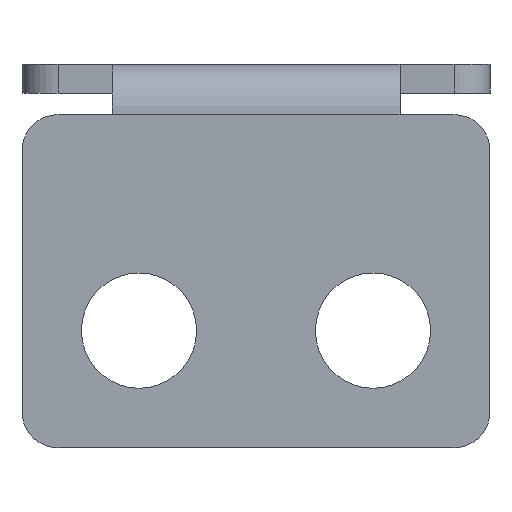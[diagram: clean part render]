
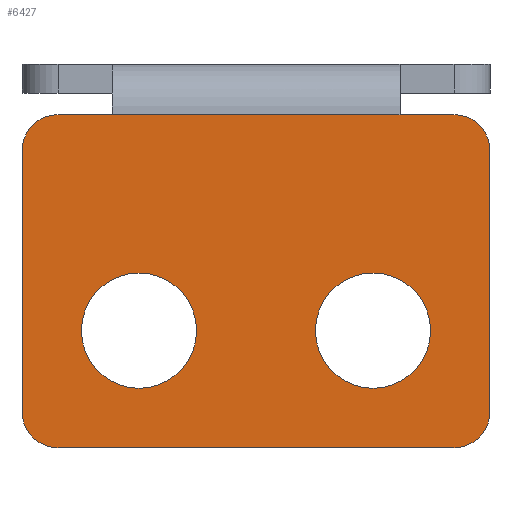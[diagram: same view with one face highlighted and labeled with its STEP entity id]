
A CAD part, front view. The second image highlights one B-rep face of the part: STEP entity #6427.
In plain terms, the highlighted planar face has unit normal (0, -1, 0).
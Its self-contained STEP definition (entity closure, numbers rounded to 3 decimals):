
#79 = VECTOR ( 'NONE', #10926, 1000. ) ;
#97 = DIRECTION ( 'NONE',  ( -1., 0., 0. ) ) ;
#130 = CARTESIAN_POINT ( 'NONE',  ( -4., -23.9, -0.6 ) ) ;
#289 = CIRCLE ( 'NONE', #7809, 1.6 ) ;
#293 = DIRECTION ( 'NONE',  ( 0., -1., 0. ) ) ;
#298 = AXIS2_PLACEMENT_3D ( 'NONE', #10014, #683, #10981 ) ;
#317 = AXIS2_PLACEMENT_3D ( 'NONE', #10277, #4960, #3095 ) ;
#399 = LINE ( 'NONE', #2561, #5088 ) ;
#449 = FACE_BOUND ( 'NONE', #2818, .T. ) ;
#490 = VERTEX_POINT ( 'NONE', #11709 ) ;
#653 = CARTESIAN_POINT ( 'NONE',  ( -5.5, -23.9, -0.6 ) ) ;
#680 = AXIS2_PLACEMENT_3D ( 'NONE', #2448, #7184, #4390 ) ;
#683 = DIRECTION ( 'NONE',  ( 0., -1., 0. ) ) ;
#701 = CIRCLE ( 'NONE', #3914, 1. ) ;
#705 = CARTESIAN_POINT ( 'NONE',  ( 0., -23.9, -9.85 ) ) ;
#715 = ORIENTED_EDGE ( 'NONE', *, *, #2614, .T. ) ;
#818 = EDGE_CURVE ( 'NONE', #10193, #490, #1395, .T. ) ;
#982 = AXIS2_PLACEMENT_3D ( 'NONE', #8866, #8984, #9772 ) ;
#1050 = CIRCLE ( 'NONE', #2889, 1. ) ;
#1076 = CARTESIAN_POINT ( 'NONE',  ( -6.5, -23.9, 0. ) ) ;
#1108 = DIRECTION ( 'NONE',  ( 0., 0., -1. ) ) ;
#1158 = VERTEX_POINT ( 'NONE', #4911 ) ;
#1171 = ORIENTED_EDGE ( 'NONE', *, *, #818, .T. ) ;
#1282 = ORIENTED_EDGE ( 'NONE', *, *, #8613, .T. ) ;
#1314 = EDGE_CURVE ( 'NONE', #4104, #11102, #9148, .T. ) ;
#1394 = AXIS2_PLACEMENT_3D ( 'NONE', #6116, #7891, #6915 ) ;
#1395 = CIRCLE ( 'NONE', #4751, 1. ) ;
#1412 = VERTEX_POINT ( 'NONE', #6221 ) ;
#1603 = CARTESIAN_POINT ( 'NONE',  ( 3.25, -23.9, -5. ) ) ;
#1728 = DIRECTION ( 'NONE',  ( 1., 0., 0. ) ) ;
#1841 = EDGE_CURVE ( 'NONE', #490, #8855, #9419, .T. ) ;
#1867 = VECTOR ( 'NONE', #4569, 1000. ) ;
#2213 = CARTESIAN_POINT ( 'NONE',  ( -3.25, -23.9, -6.6 ) ) ;
#2448 = CARTESIAN_POINT ( 'NONE',  ( 3.25, -23.9, -6.6 ) ) ;
#2561 = CARTESIAN_POINT ( 'NONE',  ( 6.5, -23.9, -0.6 ) ) ;
#2614 = EDGE_CURVE ( 'NONE', #1158, #11039, #8852, .T. ) ;
#2758 = DIRECTION ( 'NONE',  ( 0., -1., 0. ) ) ;
#2818 = EDGE_LOOP ( 'NONE', ( #5522, #7589 ) ) ;
#2889 = AXIS2_PLACEMENT_3D ( 'NONE', #4916, #293, #11491 ) ;
#2957 = VERTEX_POINT ( 'NONE', #3722 ) ;
#3095 = DIRECTION ( 'NONE',  ( 0., 0., 1. ) ) ;
#3545 = FACE_OUTER_BOUND ( 'NONE', #8463, .T. ) ;
#3722 = CARTESIAN_POINT ( 'NONE',  ( -6.5, -23.9, -1.6 ) ) ;
#3740 = CARTESIAN_POINT ( 'NONE',  ( 5.5, -23.9, -9.85 ) ) ;
#3914 = AXIS2_PLACEMENT_3D ( 'NONE', #8350, #2758, #11176 ) ;
#4104 = VERTEX_POINT ( 'NONE', #10537 ) ;
#4278 = EDGE_CURVE ( 'NONE', #11102, #4104, #6342, .T. ) ;
#4306 = LINE ( 'NONE', #1076, #6484 ) ;
#4390 = DIRECTION ( 'NONE',  ( 0., 0., 1. ) ) ;
#4569 = DIRECTION ( 'NONE',  ( 0., 0., 1. ) ) ;
#4751 = AXIS2_PLACEMENT_3D ( 'NONE', #9917, #11778, #5172 ) ;
#4911 = CARTESIAN_POINT ( 'NONE',  ( 5.5, -23.9, -0.6 ) ) ;
#4916 = CARTESIAN_POINT ( 'NONE',  ( -5.5, -23.9, -1.6 ) ) ;
#4960 = DIRECTION ( 'NONE',  ( 0., 1., 0. ) ) ;
#4979 = ORIENTED_EDGE ( 'NONE', *, *, #11134, .T. ) ;
#5088 = VECTOR ( 'NONE', #1728, 1000. ) ;
#5104 = EDGE_LOOP ( 'NONE', ( #5147, #8448 ) ) ;
#5147 = ORIENTED_EDGE ( 'NONE', *, *, #4278, .F. ) ;
#5172 = DIRECTION ( 'NONE',  ( 0., 0., 1. ) ) ;
#5522 = ORIENTED_EDGE ( 'NONE', *, *, #6106, .F. ) ;
#5643 = CARTESIAN_POINT ( 'NONE',  ( -3.25, -23.9, -5. ) ) ;
#5647 = VERTEX_POINT ( 'NONE', #130 ) ;
#5880 = CIRCLE ( 'NONE', #1394, 1.6 ) ;
#6019 = FACE_BOUND ( 'NONE', #5104, .T. ) ;
#6106 = EDGE_CURVE ( 'NONE', #7161, #11367, #5880, .T. ) ;
#6116 = CARTESIAN_POINT ( 'NONE',  ( -3.25, -23.9, -6.6 ) ) ;
#6221 = CARTESIAN_POINT ( 'NONE',  ( 6.5, -23.9, -1.6 ) ) ;
#6342 = CIRCLE ( 'NONE', #298, 1.6 ) ;
#6427 = ADVANCED_FACE ( 'NONE', ( #449, #6019, #3545 ), #6827, .F. ) ;
#6484 = VECTOR ( 'NONE', #1108, 1000. ) ;
#6619 = ORIENTED_EDGE ( 'NONE', *, *, #7615, .F. ) ;
#6785 = ORIENTED_EDGE ( 'NONE', *, *, #11118, .F. ) ;
#6827 = PLANE ( 'NONE',  #317 ) ;
#6915 = DIRECTION ( 'NONE',  ( 0., 0., 1. ) ) ;
#6948 = DIRECTION ( 'NONE',  ( 0., -1., 0. ) ) ;
#7161 = VERTEX_POINT ( 'NONE', #5643 ) ;
#7184 = DIRECTION ( 'NONE',  ( 0., -1., 0. ) ) ;
#7589 = ORIENTED_EDGE ( 'NONE', *, *, #10572, .F. ) ;
#7615 = EDGE_CURVE ( 'NONE', #5647, #11039, #8198, .T. ) ;
#7809 = AXIS2_PLACEMENT_3D ( 'NONE', #2213, #6948, #10634 ) ;
#7815 = CARTESIAN_POINT ( 'NONE',  ( 6.5, -23.9, -0.6 ) ) ;
#7843 = CARTESIAN_POINT ( 'NONE',  ( 6.5, -23.9, -8.85 ) ) ;
#7891 = DIRECTION ( 'NONE',  ( 0., -1., 0. ) ) ;
#7918 = VERTEX_POINT ( 'NONE', #653 ) ;
#8109 = CARTESIAN_POINT ( 'NONE',  ( 4., -23.9, -0.6 ) ) ;
#8198 = LINE ( 'NONE', #7815, #10787 ) ;
#8269 = CARTESIAN_POINT ( 'NONE',  ( 6.5, -23.9, 0. ) ) ;
#8350 = CARTESIAN_POINT ( 'NONE',  ( 5.5, -23.9, -8.85 ) ) ;
#8448 = ORIENTED_EDGE ( 'NONE', *, *, #1314, .F. ) ;
#8450 = LINE ( 'NONE', #8269, #1867 ) ;
#8463 = EDGE_LOOP ( 'NONE', ( #11885, #1171, #11356, #11181, #4979, #1282, #715, #6619, #6785, #8545 ) ) ;
#8545 = ORIENTED_EDGE ( 'NONE', *, *, #9476, .T. ) ;
#8613 = EDGE_CURVE ( 'NONE', #1412, #1158, #10706, .T. ) ;
#8852 = LINE ( 'NONE', #11258, #10552 ) ;
#8855 = VERTEX_POINT ( 'NONE', #3740 ) ;
#8866 = CARTESIAN_POINT ( 'NONE',  ( 5.5, -23.9, -1.6 ) ) ;
#8984 = DIRECTION ( 'NONE',  ( 0., -1., 0. ) ) ;
#9148 = CIRCLE ( 'NONE', #680, 1.6 ) ;
#9328 = EDGE_CURVE ( 'NONE', #2957, #10193, #4306, .T. ) ;
#9419 = LINE ( 'NONE', #705, #79 ) ;
#9476 = EDGE_CURVE ( 'NONE', #7918, #2957, #1050, .T. ) ;
#9585 = CARTESIAN_POINT ( 'NONE',  ( -3.25, -23.9, -8.2 ) ) ;
#9772 = DIRECTION ( 'NONE',  ( 0., 0., 1. ) ) ;
#9917 = CARTESIAN_POINT ( 'NONE',  ( -5.5, -23.9, -8.85 ) ) ;
#10014 = CARTESIAN_POINT ( 'NONE',  ( 3.25, -23.9, -6.6 ) ) ;
#10193 = VERTEX_POINT ( 'NONE', #11423 ) ;
#10277 = CARTESIAN_POINT ( 'NONE',  ( 0., -23.9, 0. ) ) ;
#10537 = CARTESIAN_POINT ( 'NONE',  ( 3.25, -23.9, -8.2 ) ) ;
#10552 = VECTOR ( 'NONE', #97, 1000. ) ;
#10572 = EDGE_CURVE ( 'NONE', #11367, #7161, #289, .T. ) ;
#10606 = VERTEX_POINT ( 'NONE', #7843 ) ;
#10634 = DIRECTION ( 'NONE',  ( 0., 0., 1. ) ) ;
#10706 = CIRCLE ( 'NONE', #982, 1. ) ;
#10787 = VECTOR ( 'NONE', #11469, 1000. ) ;
#10926 = DIRECTION ( 'NONE',  ( 1., 0., 0. ) ) ;
#10981 = DIRECTION ( 'NONE',  ( 0., 0., 1. ) ) ;
#11039 = VERTEX_POINT ( 'NONE', #8109 ) ;
#11102 = VERTEX_POINT ( 'NONE', #1603 ) ;
#11118 = EDGE_CURVE ( 'NONE', #7918, #5647, #399, .T. ) ;
#11134 = EDGE_CURVE ( 'NONE', #10606, #1412, #8450, .T. ) ;
#11176 = DIRECTION ( 'NONE',  ( 0., 0., 1. ) ) ;
#11181 = ORIENTED_EDGE ( 'NONE', *, *, #11223, .T. ) ;
#11223 = EDGE_CURVE ( 'NONE', #8855, #10606, #701, .T. ) ;
#11258 = CARTESIAN_POINT ( 'NONE',  ( 6.5, -23.9, -0.6 ) ) ;
#11356 = ORIENTED_EDGE ( 'NONE', *, *, #1841, .T. ) ;
#11367 = VERTEX_POINT ( 'NONE', #9585 ) ;
#11423 = CARTESIAN_POINT ( 'NONE',  ( -6.5, -23.9, -8.85 ) ) ;
#11469 = DIRECTION ( 'NONE',  ( 1., 0., 0. ) ) ;
#11491 = DIRECTION ( 'NONE',  ( 0., 0., 1. ) ) ;
#11709 = CARTESIAN_POINT ( 'NONE',  ( -5.5, -23.9, -9.85 ) ) ;
#11778 = DIRECTION ( 'NONE',  ( 0., -1., 0. ) ) ;
#11885 = ORIENTED_EDGE ( 'NONE', *, *, #9328, .T. ) ;
